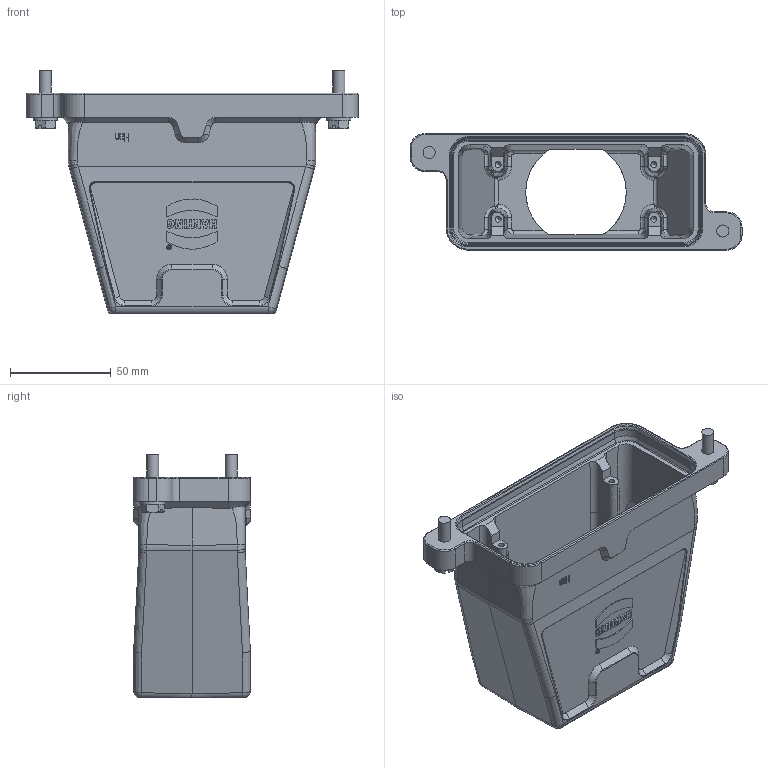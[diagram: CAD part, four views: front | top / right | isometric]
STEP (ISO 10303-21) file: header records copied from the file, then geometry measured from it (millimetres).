
FILE_DESCRIPTION(/* description */ (''),/* implementation_level */ '2;1');
FILE_NAME(/* name */ '100094994ugm000_b.stp',/* time_stamp */ '2017-11-06T07:11:59+01:00',/* author */ (''),/* organization */ (''),/* preprocessor_version */ 'ST-DEVELOPER v16',/* originating_system */ 'SIEMENS PLM Software NX 10.0',/* authorisation */ '');
FILE_SCHEMA (('AUTOMOTIVE_DESIGN { 1 0 10303 214 3 1 1 1 }'));
Length unit declared in the file: millimetre
Products named in the file (1): 100094994ugm000_b
Bounding box: 165 x 58 x 120.93 mm (x, y, z)
Volume: 190472.3 mm3; surface area: 82457.8 mm2
Topology: 1 solids, 1 shells, 574 faces, 1475 edges, 930 vertices
Faces by surface type: plane 278, cylinder 130, bspline 117, cone 45, sphere 4
Full cylindrical faces by diameter (mm): 1.883 x1, 2.464 x1, 3 x4, 6 x2, 12 x2, 50 x1
Entity records: 23463 total; most frequent: CARTESIAN_POINT 9553, ORIENTED_EDGE 2860, DIRECTION 2342, EDGE_CURVE 1430, VERTEX_POINT 904, LINE 806, VECTOR 806, AXIS2_PLACEMENT_3D 768
